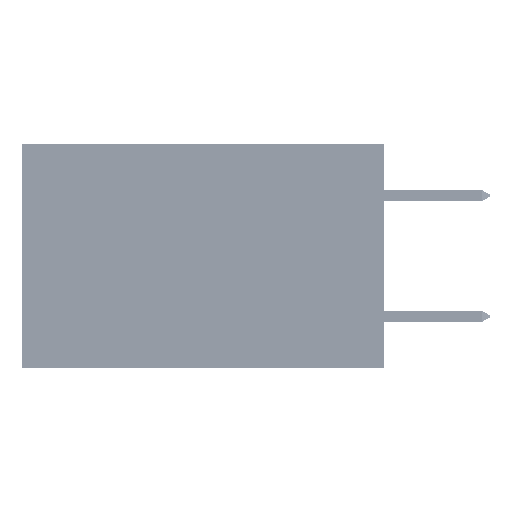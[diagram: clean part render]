
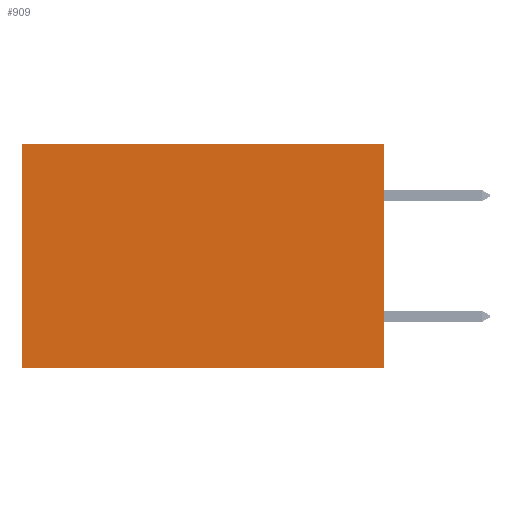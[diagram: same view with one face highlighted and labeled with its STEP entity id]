
A CAD part, left-side view. The second image highlights one B-rep face of the part: STEP entity #909.
In plain terms, the highlighted planar face has unit normal (-1, 0, 0).
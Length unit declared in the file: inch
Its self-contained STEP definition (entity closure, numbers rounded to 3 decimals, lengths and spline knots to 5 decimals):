
#909 = ADVANCED_FACE ( 'NONE', ( #28295 ), #44132, .F. ) ;
#1102 = EDGE_LOOP ( 'NONE', ( #17617, #22369, #36751, #20882 ) ) ;
#5568 = VERTEX_POINT ( 'NONE', #9180 ) ;
#5794 = LINE ( 'NONE', #29659, #42854 ) ;
#5924 = DIRECTION ( 'NONE',  ( 0., 0., -1. ) ) ;
#9180 = CARTESIAN_POINT ( 'NONE',  ( 0.2875, 0., 0. ) ) ;
#9314 = CARTESIAN_POINT ( 'NONE',  ( 0.2875, 0., 0. ) ) ;
#13187 = AXIS2_PLACEMENT_3D ( 'NONE', #40974, #30138, #37203 ) ;
#13497 = DIRECTION ( 'NONE',  ( 0., 1., 0. ) ) ;
#14177 = VERTEX_POINT ( 'NONE', #19414 ) ;
#14571 = VECTOR ( 'NONE', #5924, 39.37008 ) ;
#17617 = ORIENTED_EDGE ( 'NONE', *, *, #20238, .T. ) ;
#17833 = EDGE_CURVE ( 'NONE', #5568, #14177, #27393, .T. ) ;
#19414 = CARTESIAN_POINT ( 'NONE',  ( 0.2875, 0.6, 0. ) ) ;
#19839 = EDGE_CURVE ( 'NONE', #28372, #21831, #46309, .T. ) ;
#20238 = EDGE_CURVE ( 'NONE', #14177, #21831, #5794, .T. ) ;
#20882 = ORIENTED_EDGE ( 'NONE', *, *, #17833, .T. ) ;
#21831 = VERTEX_POINT ( 'NONE', #23124 ) ;
#22369 = ORIENTED_EDGE ( 'NONE', *, *, #19839, .F. ) ;
#23124 = CARTESIAN_POINT ( 'NONE',  ( 0.2875, 0.6, -0.37 ) ) ;
#23459 = DIRECTION ( 'NONE',  ( 0., 1., 0. ) ) ;
#24138 = LINE ( 'NONE', #41868, #14571 ) ;
#27249 = EDGE_CURVE ( 'NONE', #5568, #28372, #24138, .T. ) ;
#27393 = LINE ( 'NONE', #9314, #29631 ) ;
#28295 = FACE_OUTER_BOUND ( 'NONE', #1102, .T. ) ;
#28372 = VERTEX_POINT ( 'NONE', #41397 ) ;
#29631 = VECTOR ( 'NONE', #23459, 39.37008 ) ;
#29659 = CARTESIAN_POINT ( 'NONE',  ( 0.2875, 0.6, 0. ) ) ;
#30138 = DIRECTION ( 'NONE',  ( 1., 0., 0. ) ) ;
#31257 = CARTESIAN_POINT ( 'NONE',  ( 0.2875, 0., -0.37 ) ) ;
#33267 = DIRECTION ( 'NONE',  ( 0., 0., -1. ) ) ;
#36751 = ORIENTED_EDGE ( 'NONE', *, *, #27249, .F. ) ;
#37203 = DIRECTION ( 'NONE',  ( 0., 0., -1. ) ) ;
#40974 = CARTESIAN_POINT ( 'NONE',  ( 0.2875, 0., 0. ) ) ;
#41397 = CARTESIAN_POINT ( 'NONE',  ( 0.2875, 0., -0.37 ) ) ;
#41784 = VECTOR ( 'NONE', #13497, 39.37008 ) ;
#41868 = CARTESIAN_POINT ( 'NONE',  ( 0.2875, 0., 0. ) ) ;
#42854 = VECTOR ( 'NONE', #33267, 39.37008 ) ;
#44132 = PLANE ( 'NONE',  #13187 ) ;
#46309 = LINE ( 'NONE', #31257, #41784 ) ;
